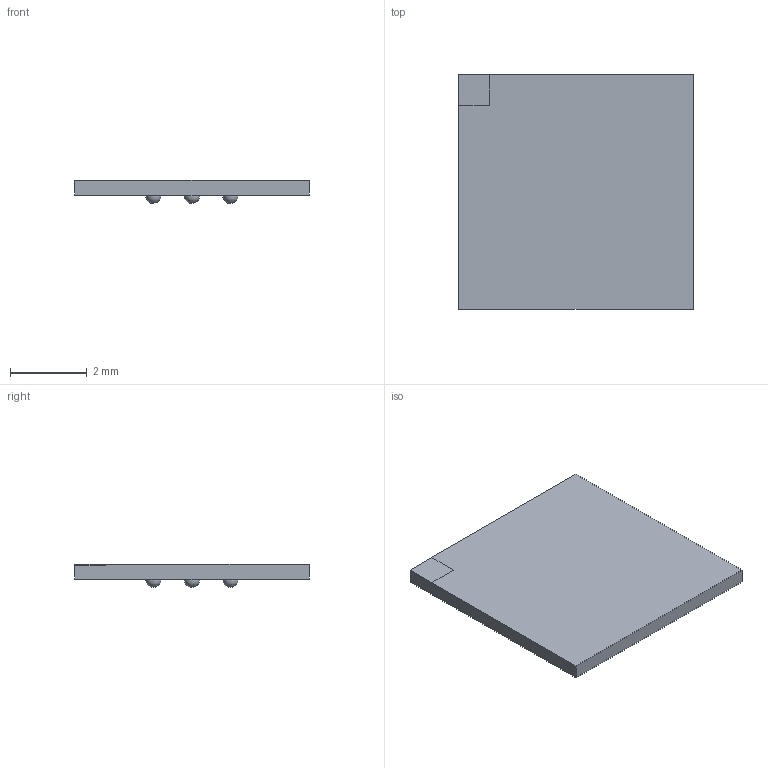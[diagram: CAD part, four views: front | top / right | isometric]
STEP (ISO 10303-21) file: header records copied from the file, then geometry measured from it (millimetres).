
FILE_DESCRIPTION(/* description */ (''),/* implementation_level */ '2;1');
FILE_NAME(/* name */ 'BGA9C100P3X3_600X600X60.stp',/* time_stamp */ '2016-05-30T09:20:18+02:00',/* author */ ('riccim'),/* organization */ ('SolidWorks'),/* preprocessor_version */ 'ST-DEVELOPER v15.5',/* originating_system */ 'AutoCAD Mechanical',/* authorisation */ ' ');
FILE_SCHEMA (('AUTOMOTIVE_DESIGN { 1 0 10303 214 3 1 1 }'));
Length unit declared in the file: millimetre
Products named in the file (1): Product
Bounding box: 6.1 x 6.1 x 0.6 mm (x, y, z)
Volume: 14.4 mm3; surface area: 89.6 mm2
Topology: 11 solids, 11 shells, 24 faces, 60 edges, 40 vertices
Faces by surface type: plane 15, sphere 9
Entity records: 659 total; most frequent: CARTESIAN_POINT 107, DIRECTION 101, ORIENTED_EDGE 84, EDGE_CURVE 42, VERTEX_POINT 40, AXIS2_PLACEMENT_3D 34, LINE 33, VECTOR 33
